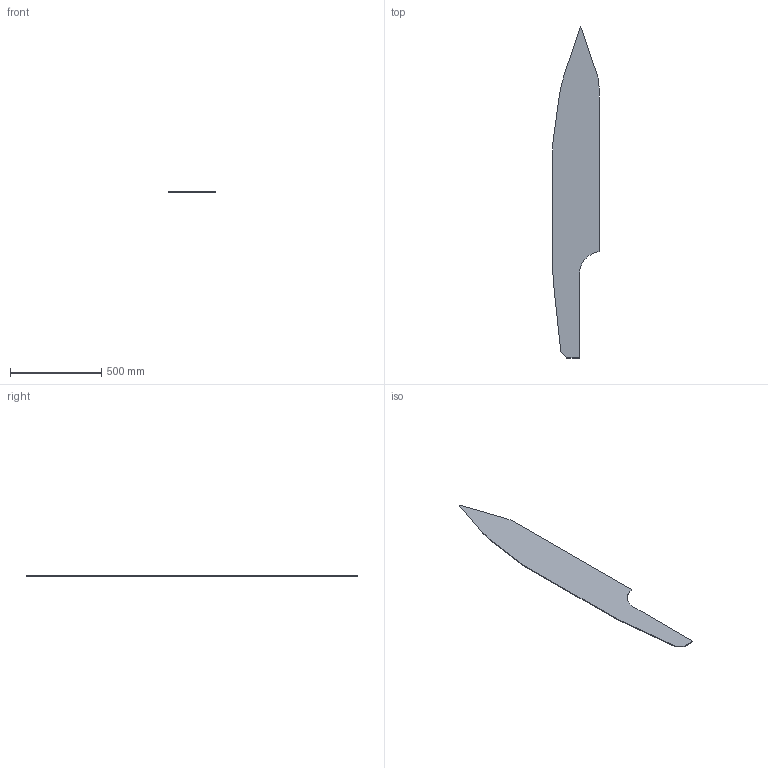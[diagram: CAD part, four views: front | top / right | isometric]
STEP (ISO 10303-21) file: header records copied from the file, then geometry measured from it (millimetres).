
FILE_DESCRIPTION (( 'STEP AP214' ), '1' );
FILE_NAME ('PoliÜst.STEP', '2025-03-03T11:30:26', ( '' ), ( '' ), 'SwSTEP 2.0', 'SolidWorks 2024', '' );
FILE_SCHEMA (( 'AUTOMOTIVE_DESIGN' ));
Length unit declared in the file: metre
Products named in the file (1): PoliÜst
Bounding box: 255.5 x 1824.01 x 4.38 mm (x, y, z)
Volume: 1486037.8 mm3; surface area: 695310.6 mm2
Topology: 1 solids, 1 shells, 17 faces, 45 edges, 30 vertices
Faces by surface type: plane 11, cylinder 3, bspline 3
Entity records: 610 total; most frequent: CARTESIAN_POINT 176, ORIENTED_EDGE 90, DIRECTION 75, EDGE_CURVE 45, LINE 33, VECTOR 33, VERTEX_POINT 30, AXIS2_PLACEMENT_3D 21
